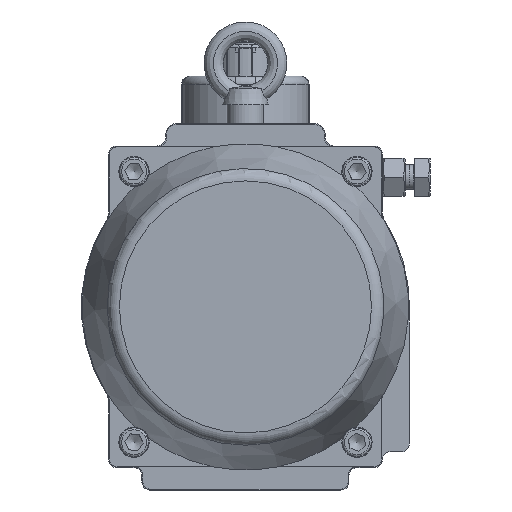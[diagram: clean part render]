
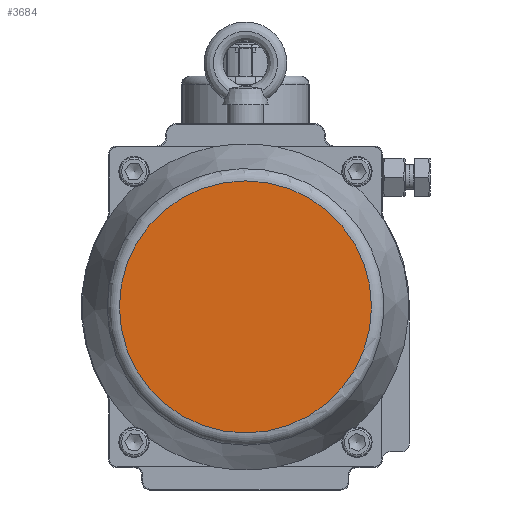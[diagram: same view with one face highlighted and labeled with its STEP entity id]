
A CAD part, front view. The second image highlights one B-rep face of the part: STEP entity #3684.
In plain terms, the highlighted planar face has unit normal (0, -1, 0).
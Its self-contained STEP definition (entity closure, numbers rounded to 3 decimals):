
#2423=FACE_OUTER_BOUND('',#9708,.T.);
#3684=ADVANCED_FACE('',(#2423),#4677,.T.);
#4677=PLANE('',#25344);
#9708=EDGE_LOOP('',(#13071));
#13071=ORIENTED_EDGE('',*,*,#21070,.T.);
#18410=VERTEX_POINT('',#39801);
#21070=EDGE_CURVE('',#18410,#18410,#23731,.T.);
#23731=CIRCLE('',#25343,79.167);
#25343=AXIS2_PLACEMENT_3D('',#39800,#29285,#29286);
#25344=AXIS2_PLACEMENT_3D('',#39802,#29287,#29288);
#29285=DIRECTION('',(0.,-1.,0.));
#29286=DIRECTION('',(0.,0.,-1.));
#29287=DIRECTION('',(0.,-1.,0.));
#29288=DIRECTION('',(0.,0.,-1.));
#39800=CARTESIAN_POINT('',(0.,-80.5,0.));
#39801=CARTESIAN_POINT('',(0.,-80.5,-79.167));
#39802=CARTESIAN_POINT('',(0.,-80.5,0.));
